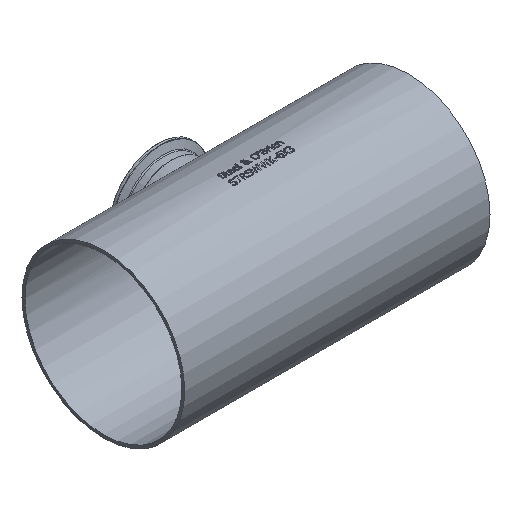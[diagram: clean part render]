
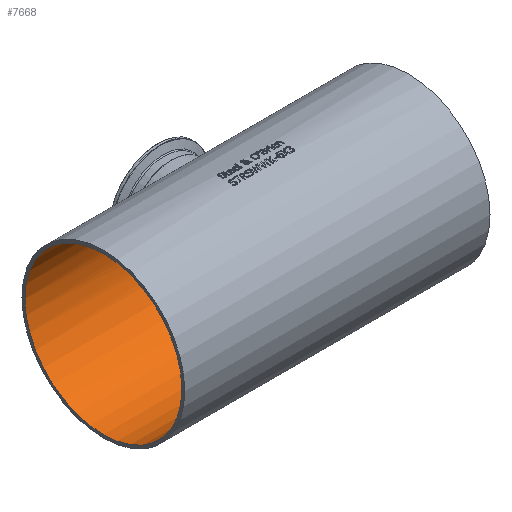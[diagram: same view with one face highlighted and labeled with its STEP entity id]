
A CAD part, isometric view. The second image highlights one B-rep face of the part: STEP entity #7668.
In plain terms, the highlighted cylindrical face has radius 73.431 mm (diameter 146.863 mm), a full revolution.
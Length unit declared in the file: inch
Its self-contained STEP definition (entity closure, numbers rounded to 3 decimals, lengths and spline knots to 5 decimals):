
#166=FACE_BOUND('',#1447,.T.);
#167=FACE_BOUND('',#1448,.T.);
#168=FACE_BOUND('',#1449,.T.);
#1447=EDGE_LOOP('',(#7152));
#1448=EDGE_LOOP('',(#7153));
#1449=EDGE_LOOP('',(#7154));
#1585=CIRCLE('',#8111,2.891);
#1586=CIRCLE('',#8112,2.891);
#3021=B_SPLINE_CURVE_WITH_KNOTS('',3,(#16872,#16873,#16874,#16875,#16876,
#16877,#16878,#16879,#16880,#16881,#16882,#16883,#16884,#16885,#16886,#16887,
#16888,#16889,#16890,#16891,#16892,#16893,#16894,#16895,#16896,#16897,#16898,
#16899,#16900,#16901,#16902,#16903,#16904,#16905,#16906,#16907,#16908,#16909,
#16910,#16911,#16912,#16913,#16914,#16915,#16916,#16917,#16918,#16919,#16920,
#16921,#16922,#16923,#16924,#16925,#16926,#16927,#16928,#16929,#16930,#16931,
#16932,#16933,#16934,#16935,#16936,#16937),.UNSPECIFIED.,.T.,.F.,(4,2,2,
2,2,2,2,2,2,2,2,2,2,2,2,2,2,2,2,2,2,2,2,2,2,2,2,2,2,2,2,2,4),(0.,0.70122,
1.40245,2.10367,2.80489,3.50427,4.20364,
4.90302,5.60239,6.30176,7.00114,7.70051,
8.39989,9.10111,9.80233,10.50356,11.20478,
11.906,12.60723,13.30845,14.00967,14.70905,
15.40842,16.1078,16.80717,17.50654,18.20592,
18.90529,19.60467,20.30589,21.00711,21.70834,
22.40956),.UNSPECIFIED.);
#3778=VERTEX_POINT('',#16871);
#3779=VERTEX_POINT('',#16939);
#3780=VERTEX_POINT('',#16941);
#4904=EDGE_CURVE('',#3778,#3778,#3021,.T.);
#4905=EDGE_CURVE('',#3779,#3779,#1585,.T.);
#4906=EDGE_CURVE('',#3780,#3780,#1586,.T.);
#7152=ORIENTED_EDGE('',*,*,#4904,.T.);
#7153=ORIENTED_EDGE('',*,*,#4905,.F.);
#7154=ORIENTED_EDGE('',*,*,#4906,.F.);
#7200=CYLINDRICAL_SURFACE('',#8110,2.891);
#7668=ADVANCED_FACE('',(#166,#167,#168),#7200,.F.);
#8110=AXIS2_PLACEMENT_3D('',#16938,#9509,#9510);
#8111=AXIS2_PLACEMENT_3D('',#16940,#9511,#9512);
#8112=AXIS2_PLACEMENT_3D('',#16942,#9513,#9514);
#9509=DIRECTION('center_axis',(-1.,0.,0.));
#9510=DIRECTION('ref_axis',(0.,0.,1.));
#9511=DIRECTION('center_axis',(-1.,0.,0.));
#9512=DIRECTION('ref_axis',(0.,0.,1.));
#9513=DIRECTION('center_axis',(1.,0.,0.));
#9514=DIRECTION('ref_axis',(0.,0.,1.));
#16871=CARTESIAN_POINT('',(0.,2.50971,1.435));
#16872=CARTESIAN_POINT('Ctrl Pts',(0.,2.50971,
1.435));
#16873=CARTESIAN_POINT('Ctrl Pts',(0.09202,2.50971,
1.435));
#16874=CARTESIAN_POINT('Ctrl Pts',(0.18652,2.51492,1.42601));
#16875=CARTESIAN_POINT('Ctrl Pts',(0.37329,2.53562,1.38886));
#16876=CARTESIAN_POINT('Ctrl Pts',(0.46558,2.55108,1.36072));
#16877=CARTESIAN_POINT('Ctrl Pts',(0.6417,2.58902,1.28707));
#16878=CARTESIAN_POINT('Ctrl Pts',(0.7257,2.61148,1.2415));
#16879=CARTESIAN_POINT('Ctrl Pts',(0.88075,2.65875,1.13677));
#16880=CARTESIAN_POINT('Ctrl Pts',(0.9518,2.6835,1.0776));
#16881=CARTESIAN_POINT('Ctrl Pts',(1.07743,2.73059,0.95197));
#16882=CARTESIAN_POINT('Ctrl Pts',(1.13658,2.75467,0.881));
#16883=CARTESIAN_POINT('Ctrl Pts',(1.24138,2.79954,0.72592));
#16884=CARTESIAN_POINT('Ctrl Pts',(1.28704,2.82029,0.6418));
#16885=CARTESIAN_POINT('Ctrl Pts',(1.36078,2.8547,0.46543));
#16886=CARTESIAN_POINT('Ctrl Pts',(1.38894,2.86837,0.37302));
#16887=CARTESIAN_POINT('Ctrl Pts',(1.42605,2.88652,0.1862));
#16888=CARTESIAN_POINT('Ctrl Pts',(1.435,2.891,0.09178));
#16889=CARTESIAN_POINT('Ctrl Pts',(1.435,2.891,-0.09178));
#16890=CARTESIAN_POINT('Ctrl Pts',(1.42605,2.88652,-0.1862));
#16891=CARTESIAN_POINT('Ctrl Pts',(1.38894,2.86837,-0.37302));
#16892=CARTESIAN_POINT('Ctrl Pts',(1.36078,2.8547,-0.46543));
#16893=CARTESIAN_POINT('Ctrl Pts',(1.28704,2.82029,-0.6418));
#16894=CARTESIAN_POINT('Ctrl Pts',(1.24138,2.79954,-0.72592));
#16895=CARTESIAN_POINT('Ctrl Pts',(1.13658,2.75467,-0.881));
#16896=CARTESIAN_POINT('Ctrl Pts',(1.07743,2.73059,-0.95197));
#16897=CARTESIAN_POINT('Ctrl Pts',(0.9518,2.6835,-1.0776));
#16898=CARTESIAN_POINT('Ctrl Pts',(0.88075,2.65875,-1.13677));
#16899=CARTESIAN_POINT('Ctrl Pts',(0.7257,2.61148,-1.2415));
#16900=CARTESIAN_POINT('Ctrl Pts',(0.6417,2.58902,-1.28707));
#16901=CARTESIAN_POINT('Ctrl Pts',(0.46558,2.55108,-1.36072));
#16902=CARTESIAN_POINT('Ctrl Pts',(0.37329,2.53562,-1.38886));
#16903=CARTESIAN_POINT('Ctrl Pts',(0.18652,2.51492,-1.42601));
#16904=CARTESIAN_POINT('Ctrl Pts',(0.09202,2.50971,
-1.435));
#16905=CARTESIAN_POINT('Ctrl Pts',(-0.09202,2.50971,
-1.435));
#16906=CARTESIAN_POINT('Ctrl Pts',(-0.18652,2.51492,
-1.42601));
#16907=CARTESIAN_POINT('Ctrl Pts',(-0.37329,2.53562,
-1.38886));
#16908=CARTESIAN_POINT('Ctrl Pts',(-0.46558,2.55108,
-1.36072));
#16909=CARTESIAN_POINT('Ctrl Pts',(-0.6417,2.58902,
-1.28707));
#16910=CARTESIAN_POINT('Ctrl Pts',(-0.7257,2.61148,
-1.2415));
#16911=CARTESIAN_POINT('Ctrl Pts',(-0.88075,2.65875,
-1.13677));
#16912=CARTESIAN_POINT('Ctrl Pts',(-0.9518,2.6835,
-1.0776));
#16913=CARTESIAN_POINT('Ctrl Pts',(-1.07743,2.73059,-0.95197));
#16914=CARTESIAN_POINT('Ctrl Pts',(-1.13658,2.75467,-0.881));
#16915=CARTESIAN_POINT('Ctrl Pts',(-1.24138,2.79954,-0.72592));
#16916=CARTESIAN_POINT('Ctrl Pts',(-1.28704,2.82029,-0.6418));
#16917=CARTESIAN_POINT('Ctrl Pts',(-1.36078,2.8547,-0.46543));
#16918=CARTESIAN_POINT('Ctrl Pts',(-1.38894,2.86837,-0.37302));
#16919=CARTESIAN_POINT('Ctrl Pts',(-1.42605,2.88652,-0.1862));
#16920=CARTESIAN_POINT('Ctrl Pts',(-1.435,2.891,-0.09178));
#16921=CARTESIAN_POINT('Ctrl Pts',(-1.435,2.891,0.09178));
#16922=CARTESIAN_POINT('Ctrl Pts',(-1.42605,2.88652,0.1862));
#16923=CARTESIAN_POINT('Ctrl Pts',(-1.38894,2.86837,0.37302));
#16924=CARTESIAN_POINT('Ctrl Pts',(-1.36078,2.8547,0.46543));
#16925=CARTESIAN_POINT('Ctrl Pts',(-1.28704,2.82029,0.6418));
#16926=CARTESIAN_POINT('Ctrl Pts',(-1.24138,2.79954,0.72592));
#16927=CARTESIAN_POINT('Ctrl Pts',(-1.13658,2.75467,0.881));
#16928=CARTESIAN_POINT('Ctrl Pts',(-1.07743,2.73059,0.95197));
#16929=CARTESIAN_POINT('Ctrl Pts',(-0.9518,2.6835,
1.0776));
#16930=CARTESIAN_POINT('Ctrl Pts',(-0.88075,2.65875,
1.13677));
#16931=CARTESIAN_POINT('Ctrl Pts',(-0.7257,2.61148,
1.2415));
#16932=CARTESIAN_POINT('Ctrl Pts',(-0.6417,2.58902,
1.28707));
#16933=CARTESIAN_POINT('Ctrl Pts',(-0.46558,2.55108,
1.36072));
#16934=CARTESIAN_POINT('Ctrl Pts',(-0.37329,2.53562,
1.38886));
#16935=CARTESIAN_POINT('Ctrl Pts',(-0.18652,2.51492,
1.42601));
#16936=CARTESIAN_POINT('Ctrl Pts',(-0.09202,2.50971,
1.435));
#16937=CARTESIAN_POINT('Ctrl Pts',(0.,2.50971,
1.435));
#16938=CARTESIAN_POINT('Origin',(5.625,0.,0.));
#16939=CARTESIAN_POINT('',(5.625,0.,-2.891));
#16940=CARTESIAN_POINT('Origin',(5.625,0.,0.));
#16941=CARTESIAN_POINT('',(-5.625,0.,-2.891));
#16942=CARTESIAN_POINT('Origin',(-5.625,0.,0.));
